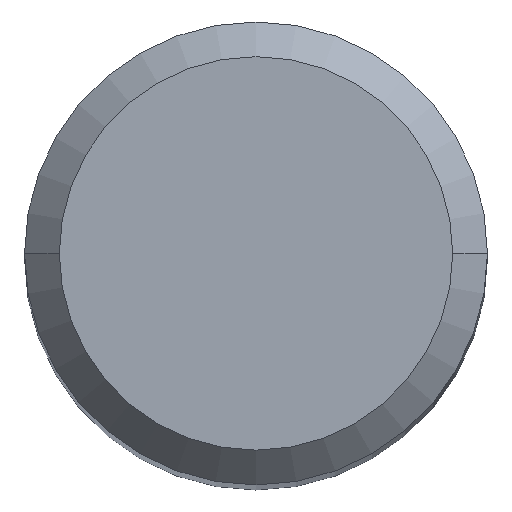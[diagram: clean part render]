
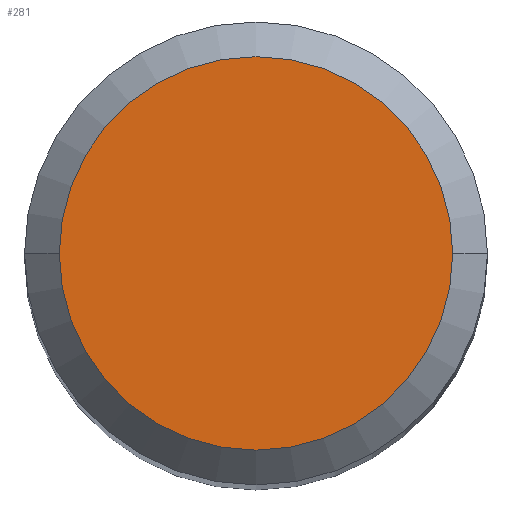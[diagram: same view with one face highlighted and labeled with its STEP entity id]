
A CAD part, top view. The second image highlights one B-rep face of the part: STEP entity #281.
In plain terms, the highlighted planar face has unit normal (0, 0, 1).
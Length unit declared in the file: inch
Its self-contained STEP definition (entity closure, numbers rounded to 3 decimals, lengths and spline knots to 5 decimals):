
#12 = CARTESIAN_POINT ( 'NONE',  ( -0.16732, 0., 0. ) ) ;
#33 = CARTESIAN_POINT ( 'NONE',  ( 0., 0., 0. ) ) ;
#87 = EDGE_LOOP ( 'NONE', ( #198, #403 ) ) ;
#128 = EDGE_CURVE ( 'NONE', #447, #349, #336, .T. ) ;
#131 = AXIS2_PLACEMENT_3D ( 'NONE', #361, #296, #295 ) ;
#159 = AXIS2_PLACEMENT_3D ( 'NONE', #444, #194, #370 ) ;
#178 = DIRECTION ( 'NONE',  ( 0., 0., -1. ) ) ;
#186 = CARTESIAN_POINT ( 'NONE',  ( 0.16732, 0., 0. ) ) ;
#194 = DIRECTION ( 'NONE',  ( 0., 0., 1. ) ) ;
#198 = ORIENTED_EDGE ( 'NONE', *, *, #128, .T. ) ;
#222 = FACE_OUTER_BOUND ( 'NONE', #87, .T. ) ;
#280 = AXIS2_PLACEMENT_3D ( 'NONE', #33, #178, #325 ) ;
#281 = ADVANCED_FACE ( 'NONE', ( #222 ), #359, .F. ) ;
#295 = DIRECTION ( 'NONE',  ( 1., 0., 0. ) ) ;
#296 = DIRECTION ( 'NONE',  ( 0., 0., 1. ) ) ;
#325 = DIRECTION ( 'NONE',  ( -1., 0., 0. ) ) ;
#336 = CIRCLE ( 'NONE', #131, 0.16732 ) ;
#337 = CIRCLE ( 'NONE', #159, 0.16732 ) ;
#349 = VERTEX_POINT ( 'NONE', #186 ) ;
#359 = PLANE ( 'NONE',  #280 ) ;
#361 = CARTESIAN_POINT ( 'NONE',  ( 0., 0., 0. ) ) ;
#370 = DIRECTION ( 'NONE',  ( 1., 0., 0. ) ) ;
#378 = EDGE_CURVE ( 'NONE', #349, #447, #337, .T. ) ;
#403 = ORIENTED_EDGE ( 'NONE', *, *, #378, .T. ) ;
#444 = CARTESIAN_POINT ( 'NONE',  ( 0., 0., 0. ) ) ;
#447 = VERTEX_POINT ( 'NONE', #12 ) ;
